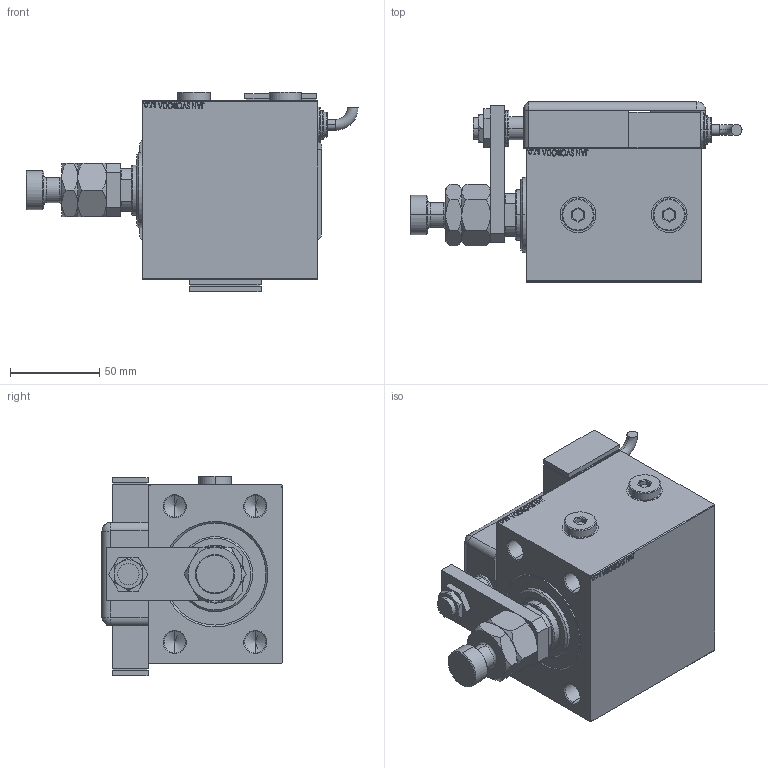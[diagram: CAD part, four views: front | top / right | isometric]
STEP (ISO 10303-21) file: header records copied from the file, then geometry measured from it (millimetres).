
FILE_DESCRIPTION (( 'STEP AP203' ), '1' );
FILE_NAME ('09e9.STEP', '2024-02-11T15:55:56', ( '' ), ( '' ), 'SwSTEP 2.0', 'SolidWorks 2019', '' );
FILE_SCHEMA (( 'CONFIG_CONTROL_DESIGN' ));
Length unit declared in the file: millimetre
Products named in the file (15): V450CM_B_Body b43f73f25ce2975a9bf0bb452fd26a01; V450CM_VC_B b43f73f25ce2975a9bf0bb452fd26a01; 09e9; V450CM_B_VCP b43f73f25ce2975a9bf0bb452fd26a01; SWITCH_Q_FRONT_BACK b43f73f25ce2975a9bf0bb452fd26a01; NUT_D13 b43f73f25ce2975a9bf0bb452fd26a01; KRYT b43f73f25ce2975a9bf0bb452fd26a01; TYC b43f73f25ce2975a9bf0bb452fd26a01; Zatka_OIL_PORT b43f73f25ce2975a9bf0bb452fd26a01; SWITCH DIM A_G b43f73f25ce2975a9bf0bb452fd26a01; SWITCH Q b43f73f25ce2975a9bf0bb452fd26a01; MAGNETIC SWITCH Q b43f73f25ce2975a9bf0bb452fd26a01; ZARAZKA_Q b43f73f25ce2975a9bf0bb452fd26a01; NUT_D19 b43f73f25ce2975a9bf0bb452fd26a01; Q_T_W_MFA b43f73f25ce2975a9bf0bb452fd26a01
Assembly tree (16 placements, depth 3):
  09e9
    V450CM_B_Body b43f73f25ce2975a9bf0bb452fd26a01
    V450CM_B_VCP b43f73f25ce2975a9bf0bb452fd26a01
    V450CM_VC_B b43f73f25ce2975a9bf0bb452fd26a01
    MAGNETIC SWITCH Q b43f73f25ce2975a9bf0bb452fd26a01
      SWITCH_Q_FRONT_BACK b43f73f25ce2975a9bf0bb452fd26a01
      TYC b43f73f25ce2975a9bf0bb452fd26a01
      ZARAZKA_Q b43f73f25ce2975a9bf0bb452fd26a01
      SWITCH DIM A_G b43f73f25ce2975a9bf0bb452fd26a01
      NUT_D19 b43f73f25ce2975a9bf0bb452fd26a01
      NUT_D13 b43f73f25ce2975a9bf0bb452fd26a01
      KRYT b43f73f25ce2975a9bf0bb452fd26a01
      SWITCH Q b43f73f25ce2975a9bf0bb452fd26a01  x2
    Q_T_W_MFA b43f73f25ce2975a9bf0bb452fd26a01
    Zatka_OIL_PORT b43f73f25ce2975a9bf0bb452fd26a01  x2
Bounding box: 185.76 x 100.8 x 111.9 mm (x, y, z)
Volume: 843932.3 mm3; surface area: 157558.6 mm2
Topology: 16 solids, 16 shells, 1374 faces, 3438 edges, 2233 vertices
Faces by surface type: plane 658, bspline 471, cylinder 131, cone 86, torus 26, sphere 2
Entity records: 63151 total; most frequent: CARTESIAN_POINT 33135, ORIENTED_EDGE 6568, DIRECTION 4334, EDGE_CURVE 3284, VERTEX_POINT 2149, VECTOR 1922, LINE 1922, EDGE_LOOP 1491
